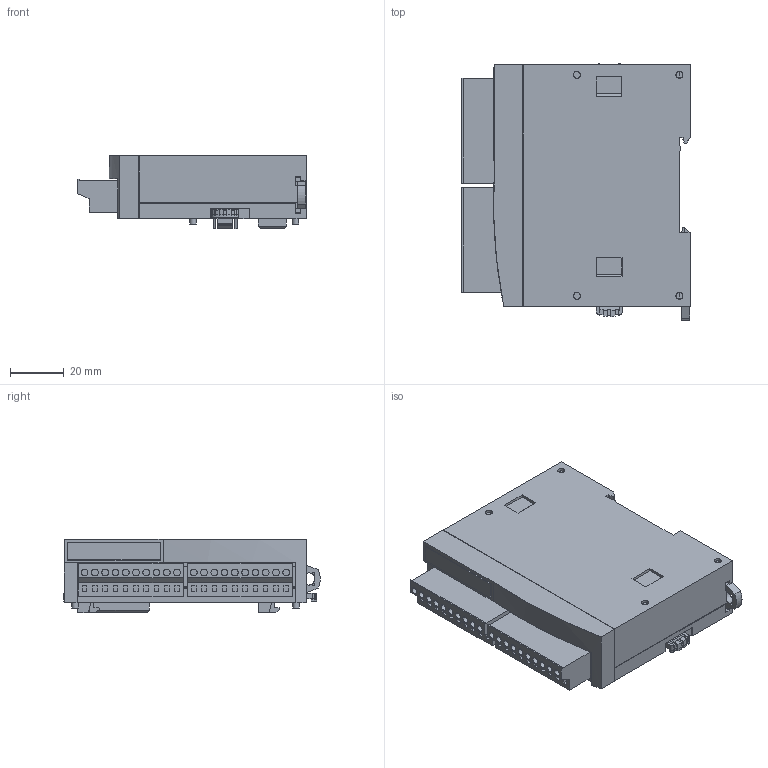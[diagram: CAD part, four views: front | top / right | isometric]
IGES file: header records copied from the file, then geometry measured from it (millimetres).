
Start section: SolidWorks IGES file using analytic representation for surfaces
Global section: file name: FC6A-[$16$1][J4$1][J8$1][L06A1][SIF52]_rev0.1.IGS; native system: SolidWorks 2019; preprocessor: SolidWorks 2019; author: 1003660; date: 210823.102322; units: millimetre
Bounding box: 84.7 x 95.11 x 27.4 mm (x, y, z)
Surface area: 47107.3 mm2 (no closed solid volume)
Topology: 0 solids, 0 shells, 1164 faces, 7187 edges, 7175 vertices
Faces by surface type: bspline 1015, revolution 149
